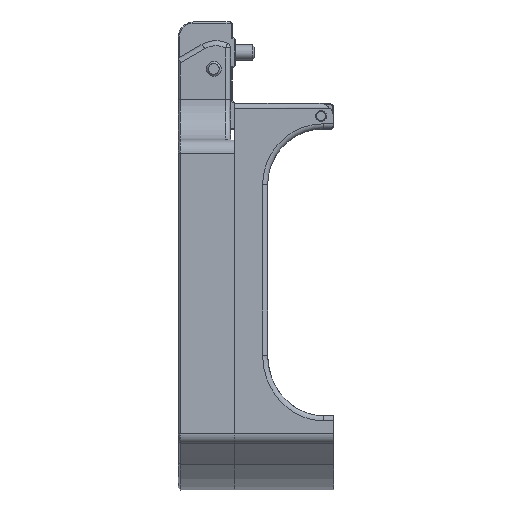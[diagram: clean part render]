
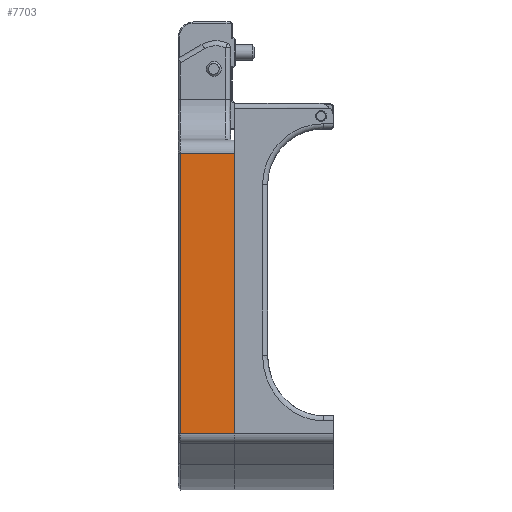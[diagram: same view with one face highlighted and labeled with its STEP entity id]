
A CAD part, left-side view. The second image highlights one B-rep face of the part: STEP entity #7703.
In plain terms, the highlighted planar face has unit normal (-1, 0, 0).
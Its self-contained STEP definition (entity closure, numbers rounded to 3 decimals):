
#422=PLANE('',#8466);
#719=FACE_OUTER_BOUND('',#1241,.T.);
#1241=EDGE_LOOP('',(#6001,#6002,#6003,#6004));
#1724=LINE('',#12656,#2356);
#1859=LINE('',#13045,#2491);
#1872=LINE('',#13091,#2504);
#1873=LINE('',#13093,#2505);
#2356=VECTOR('',#9658,10.);
#2491=VECTOR('',#10021,10.);
#2504=VECTOR('',#10064,10.);
#2505=VECTOR('',#10067,10.);
#3480=VERTEX_POINT('',#12653);
#3481=VERTEX_POINT('',#12655);
#3610=VERTEX_POINT('',#13039);
#3611=VERTEX_POINT('',#13043);
#4254=EDGE_CURVE('',#3481,#3480,#1724,.T.);
#4444=EDGE_CURVE('',#3610,#3611,#1859,.T.);
#4465=EDGE_CURVE('',#3611,#3480,#1872,.T.);
#4466=EDGE_CURVE('',#3481,#3610,#1873,.T.);
#6001=ORIENTED_EDGE('',*,*,#4444,.F.);
#6002=ORIENTED_EDGE('',*,*,#4466,.F.);
#6003=ORIENTED_EDGE('',*,*,#4254,.T.);
#6004=ORIENTED_EDGE('',*,*,#4465,.F.);
#7703=ADVANCED_FACE('',(#719),#422,.T.);
#8466=AXIS2_PLACEMENT_3D('',#13092,#10065,#10066);
#9658=DIRECTION('',(0.,0.,1.));
#10021=DIRECTION('',(0.,0.,1.));
#10064=DIRECTION('',(0.,-1.,0.));
#10065=DIRECTION('center_axis',(-1.,0.,0.));
#10066=DIRECTION('ref_axis',(0.,0.,1.));
#10067=DIRECTION('',(0.,1.,0.));
#12653=CARTESIAN_POINT('',(-253.5,9.5,-529.8));
#12655=CARTESIAN_POINT('',(-253.5,9.5,-584.932));
#12656=CARTESIAN_POINT('',(-253.5,9.5,-566.35));
#13039=CARTESIAN_POINT('',(-253.5,20.2,-584.932));
#13043=CARTESIAN_POINT('',(-253.5,20.2,-529.8));
#13045=CARTESIAN_POINT('',(-253.5,20.2,-567.35));
#13091=CARTESIAN_POINT('',(-253.5,7.,-529.8));
#13092=CARTESIAN_POINT('Origin',(-253.5,7.,-579.4));
#13093=CARTESIAN_POINT('',(-253.5,10.,-584.932));
